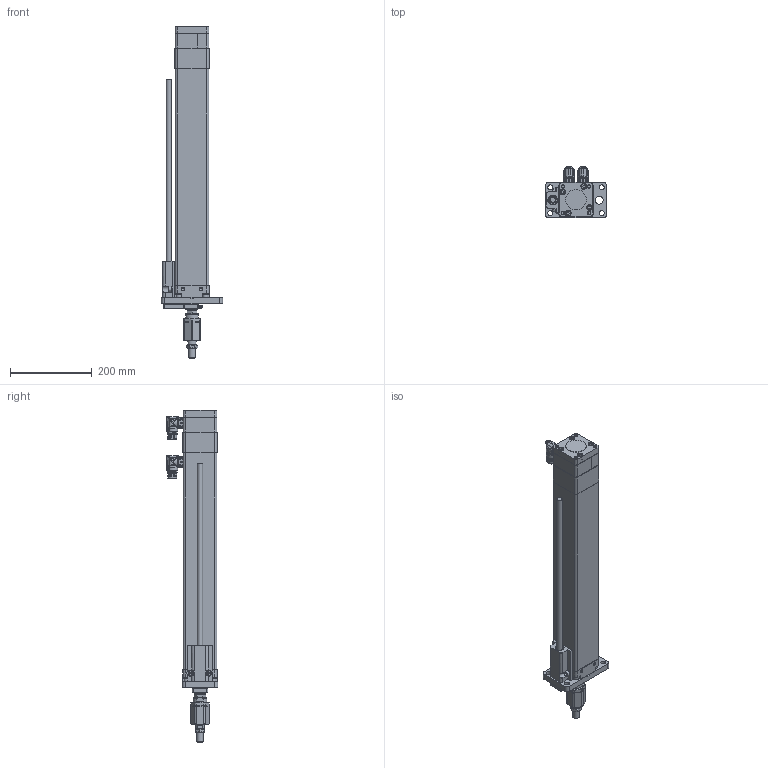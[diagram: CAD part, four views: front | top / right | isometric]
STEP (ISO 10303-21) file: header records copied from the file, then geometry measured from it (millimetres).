
FILE_DESCRIPTION (( 'STEP AP203' ), '1' );
FILE_NAME ('IMA-474941-1.step', '2024-11-14T07:49:33', ( '' ), ( '' ), 'SwSTEP 2.0', 'SolidWorks 2024', '' );
FILE_SCHEMA (( 'CONFIG_CONTROL_DESIGN' ));
Length unit declared in the file: inch
Products named in the file (7): tempJoin0_27339074_IMA-474941-1; tempJoin1_27339800_IMA-474941-1; tempJoin1_27339075_IMA-474941-1; IMA-474941-1; 27339018_IMA-474941-1; Base_IMA-474941-1; tempJoin0_27339178_IMA-474941-1
Assembly tree (6 placements, depth 2):
  IMA-474941-1
    27339018_IMA-474941-1
    tempJoin1_27339075_IMA-474941-1
    tempJoin0_27339074_IMA-474941-1
    tempJoin0_27339178_IMA-474941-1
    tempJoin1_27339800_IMA-474941-1
    Base_IMA-474941-1
Bounding box: 150 x 126.17 x 813.1 mm (x, y, z)
Volume: 4730774.3 mm3; surface area: 525863.8 mm2
Topology: 6 solids, 27 shells, 2811 faces, 7304 edges, 4817 vertices
Faces by surface type: plane 1751, cylinder 574, cone 274, bspline 129, torus 71, sphere 12
Full cylindrical faces by diameter (mm): 1 x22, 1.18 x22, 1.2 x17, 1.3 x5, 1.575 x4, 2 x4, 2.15 x4, 2.5 x8, 2.8 x5, 3 x5, 3.26 x8, 4.2 x1, 4.5 x10, 5 x1, 5.35 x3, 5.5 x2, 5.512 x4, 5.61 x1, 5.9 x2, 6 x1, 6.477 x1, 6.701 x14, 6.76 x1, 8 x18, 8.3 x28, 8.331 x4, 8.5 x1, 8.74 x8, 9.53 x1, 10 x9
Entity records: 98402 total; most frequent: CARTESIAN_POINT 33384, ORIENTED_EDGE 13124, DIRECTION 12301, EDGE_CURVE 6562, VERTEX_POINT 4595, AXIS2_PLACEMENT_3D 4139, LINE 4023, VECTOR 4023
